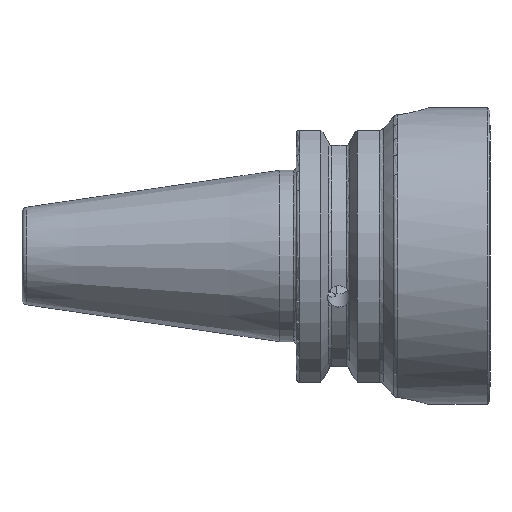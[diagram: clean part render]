
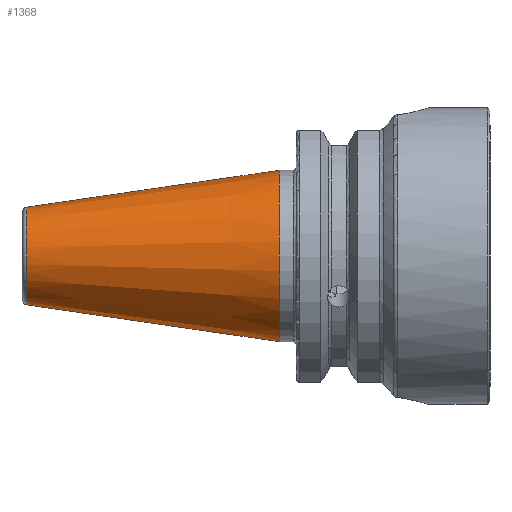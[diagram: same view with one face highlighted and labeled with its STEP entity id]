
A CAD part, front view. The second image highlights one B-rep face of the part: STEP entity #1368.
In plain terms, the highlighted conical face has half-angle 8.297 degrees and reference radius 15.875 mm.
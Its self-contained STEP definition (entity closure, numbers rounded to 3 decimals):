
#178 = EDGE_CURVE ( 'NONE', #572, #7219, #2222, .T. ) ;
#467 = VECTOR ( 'NONE', #5498, 1000. ) ;
#470 = CIRCLE ( 'NONE', #3332, 15.875 ) ;
#521 = DIRECTION ( 'NONE',  ( 0., 0., 1. ) ) ;
#572 = VERTEX_POINT ( 'NONE', #4578 ) ;
#844 = LINE ( 'NONE', #5450, #467 ) ;
#928 = VERTEX_POINT ( 'NONE', #4173 ) ;
#968 = EDGE_CURVE ( 'NONE', #1157, #928, #844, .T. ) ;
#1009 = DIRECTION ( 'NONE',  ( -1., 0., 0. ) ) ;
#1157 = VERTEX_POINT ( 'NONE', #1377 ) ;
#1260 = AXIS2_PLACEMENT_3D ( 'NONE', #3155, #1995, #4946 ) ;
#1324 = EDGE_LOOP ( 'NONE', ( #6929, #3913, #5528, #7116 ) ) ;
#1368 = ADVANCED_FACE ( 'NONE', ( #1919 ), #1718, .T. ) ;
#1377 = CARTESIAN_POINT ( 'NONE',  ( -46.794, 0., 9.051 ) ) ;
#1710 = CARTESIAN_POINT ( 'NONE',  ( 0., 0., -15.875 ) ) ;
#1718 = CONICAL_SURFACE ( 'NONE', #1260, 15.875, 0.145 ) ;
#1919 = FACE_OUTER_BOUND ( 'NONE', #1324, .T. ) ;
#1947 = AXIS2_PLACEMENT_3D ( 'NONE', #4544, #1009, #5182 ) ;
#1995 = DIRECTION ( 'NONE',  ( 1., 0., 0. ) ) ;
#2018 = CARTESIAN_POINT ( 'NONE',  ( 0., 0., -15.875 ) ) ;
#2222 = LINE ( 'NONE', #1710, #3434 ) ;
#3155 = CARTESIAN_POINT ( 'NONE',  ( 0., 0., 0. ) ) ;
#3332 = AXIS2_PLACEMENT_3D ( 'NONE', #7642, #4054, #521 ) ;
#3434 = VECTOR ( 'NONE', #7225, 1000. ) ;
#3913 = ORIENTED_EDGE ( 'NONE', *, *, #6475, .F. ) ;
#4054 = DIRECTION ( 'NONE',  ( -1., 0., 0. ) ) ;
#4173 = CARTESIAN_POINT ( 'NONE',  ( 0., 0., 15.875 ) ) ;
#4544 = CARTESIAN_POINT ( 'NONE',  ( -46.794, 0., 0. ) ) ;
#4578 = CARTESIAN_POINT ( 'NONE',  ( -46.794, 0., -9.051 ) ) ;
#4946 = DIRECTION ( 'NONE',  ( 0., 0., -1. ) ) ;
#5182 = DIRECTION ( 'NONE',  ( 0., 0., 1. ) ) ;
#5279 = EDGE_CURVE ( 'NONE', #7219, #928, #470, .T. ) ;
#5450 = CARTESIAN_POINT ( 'NONE',  ( 0., 0., 15.875 ) ) ;
#5498 = DIRECTION ( 'NONE',  ( 0.99, 0., 0.144 ) ) ;
#5528 = ORIENTED_EDGE ( 'NONE', *, *, #178, .T. ) ;
#6310 = CIRCLE ( 'NONE', #1947, 9.051 ) ;
#6475 = EDGE_CURVE ( 'NONE', #572, #1157, #6310, .T. ) ;
#6929 = ORIENTED_EDGE ( 'NONE', *, *, #968, .F. ) ;
#7116 = ORIENTED_EDGE ( 'NONE', *, *, #5279, .T. ) ;
#7219 = VERTEX_POINT ( 'NONE', #2018 ) ;
#7225 = DIRECTION ( 'NONE',  ( 0.99, 0., -0.144 ) ) ;
#7642 = CARTESIAN_POINT ( 'NONE',  ( 0., 0., 0. ) ) ;
